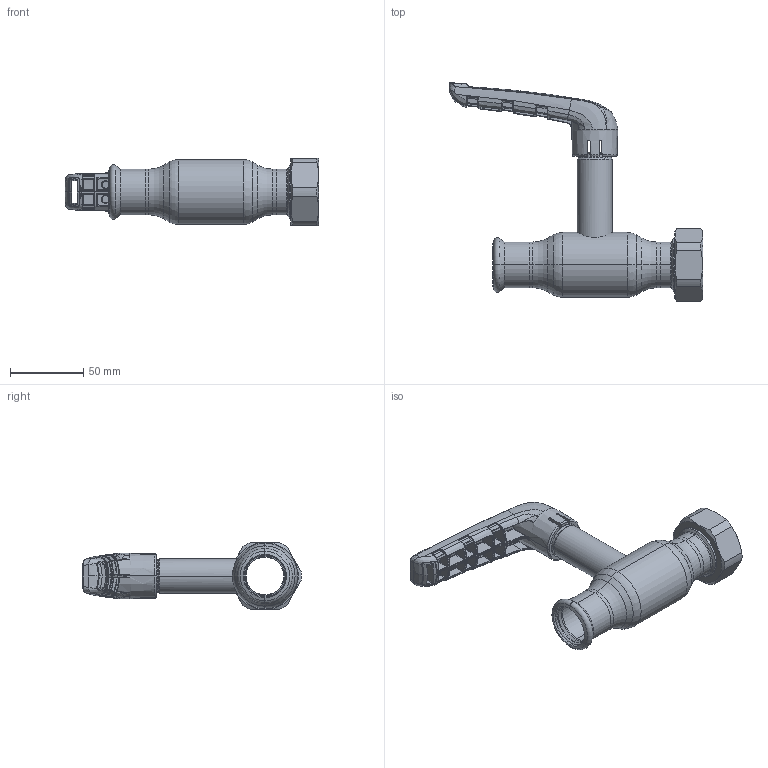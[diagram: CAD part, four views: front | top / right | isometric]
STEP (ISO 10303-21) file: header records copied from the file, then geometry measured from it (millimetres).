
FILE_DESCRIPTION (( 'STEP AP214' ), '1' );
FILE_NAME ('XPR21401 DN25 G1 14 x 28.step', '2018-09-27T09:28:08', ( '' ), ( '' ), 'SwSTEP 2.0', 'SolidWorks 2017', '' );
FILE_SCHEMA (( 'AUTOMOTIVE_DESIGN' ));
Length unit declared in the file: millimetre
Products named in the file (1): XPR21401 DN25 G1 14 x 28
Bounding box: 173.47 x 149.79 x 46 mm (x, y, z)
Surface area: 48920.5 mm2 (no closed solid volume)
Topology: 0 solids, 11 shells, 749 faces, 2479 edges, 1637 vertices
Faces by surface type: bspline 574, plane 63, cylinder 46, cone 37, torus 23, sphere 6
Entity records: 59169 total; most frequent: CARTESIAN_POINT 35028, ORIENTED_EDGE 4038, EDGE_CURVE 2469, B_SPLINE_CURVE_WITH_KNOTS 1714, DIRECTION 1690, VERTEX_POINT 1633, EDGE_LOOP 773, AXIS2_PLACEMENT_3D 761
